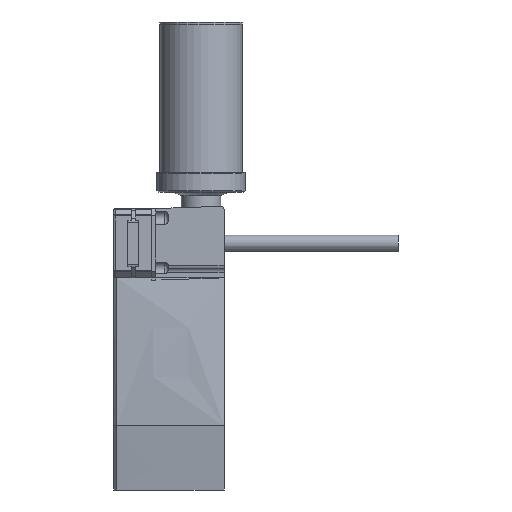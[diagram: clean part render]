
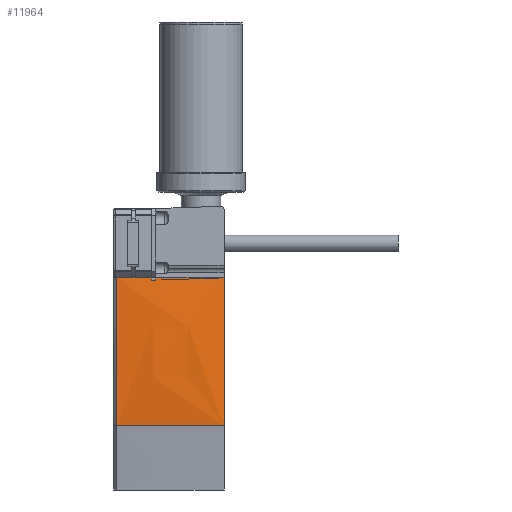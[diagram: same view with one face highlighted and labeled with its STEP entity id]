
A CAD part, front view. The second image highlights one B-rep face of the part: STEP entity #11964.
In plain terms, the highlighted free-form (B-spline) face has degree [3, 3] with [4, 4] control points.
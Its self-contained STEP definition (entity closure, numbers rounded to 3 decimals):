
#63=B_SPLINE_SURFACE_WITH_KNOTS('',3,3,((#24752,#24753,#24754,#24755),(#24756,
#24757,#24758,#24759),(#24760,#24761,#24762,#24763),(#24764,#24765,#24766,
#24767)),.UNSPECIFIED.,.F.,.F.,.F.,(4,4),(4,4),(0.029,1.),(0.021,
1.),.UNSPECIFIED.);
#489=B_SPLINE_CURVE_WITH_KNOTS('',3,(#24748,#24749,#24750,#24751),
 .UNSPECIFIED.,.F.,.F.,(4,4),(0.021,1.),
 .UNSPECIFIED.);
#490=B_SPLINE_CURVE_WITH_KNOTS('',3,(#24769,#24770,#24771,#24772),
 .UNSPECIFIED.,.F.,.F.,(4,4),(0.015,6.662),
 .UNSPECIFIED.);
#491=B_SPLINE_CURVE_WITH_KNOTS('',3,(#24774,#24775,#24776,#24777),
 .UNSPECIFIED.,.F.,.F.,(4,4),(-0.283,-0.275),
 .UNSPECIFIED.);
#1643=FACE_OUTER_BOUND('',#2466,.T.);
#2466=EDGE_LOOP('',(#10632,#10633,#10634,#10635,#10636));
#3825=LINE('',#24465,#4656);
#3843=LINE('',#24778,#4674);
#4656=VECTOR('',#16607,10.);
#4674=VECTOR('',#16635,94.594);
#5714=VERTEX_POINT('',#24456);
#5715=VERTEX_POINT('',#24464);
#5752=VERTEX_POINT('',#24743);
#5753=VERTEX_POINT('',#24768);
#5754=VERTEX_POINT('',#24773);
#7353=EDGE_CURVE('',#5714,#5715,#3825,.T.);
#7400=EDGE_CURVE('',#5752,#5714,#489,.T.);
#7401=EDGE_CURVE('',#5753,#5752,#490,.T.);
#7402=EDGE_CURVE('',#5754,#5753,#491,.T.);
#7403=EDGE_CURVE('',#5754,#5715,#3843,.T.);
#10632=ORIENTED_EDGE('',*,*,#7400,.F.);
#10633=ORIENTED_EDGE('',*,*,#7401,.F.);
#10634=ORIENTED_EDGE('',*,*,#7402,.F.);
#10635=ORIENTED_EDGE('',*,*,#7403,.T.);
#10636=ORIENTED_EDGE('',*,*,#7353,.F.);
#11964=ADVANCED_FACE('',(#1643),#63,.T.);
#16607=DIRECTION('',(1.,0.,0.));
#16635=DIRECTION('',(0.,0.233,0.973));
#24456=CARTESIAN_POINT('',(-26.2,-13.,-21.));
#24464=CARTESIAN_POINT('',(39.,-13.,-21.));
#24465=CARTESIAN_POINT('',(39.,-13.,-21.));
#24743=CARTESIAN_POINT('',(-26.238,-21.507,-111.009));
#24748=CARTESIAN_POINT('Ctrl Pts',(-26.238,-21.507,
-111.009));
#24749=CARTESIAN_POINT('Ctrl Pts',(-26.214,-18.676,-81.005));
#24750=CARTESIAN_POINT('Ctrl Pts',(-26.2,-15.838,-51.003));
#24751=CARTESIAN_POINT('Ctrl Pts',(-26.2,-13.,
-21.));
#24752=CARTESIAN_POINT('Ctrl Pts',(-26.238,-21.511,
-111.053));
#24753=CARTESIAN_POINT('Ctrl Pts',(-26.238,-18.674,
-81.035));
#24754=CARTESIAN_POINT('Ctrl Pts',(-26.238,-15.837,
-51.018));
#24755=CARTESIAN_POINT('Ctrl Pts',(-26.238,-13.,-21.));
#24756=CARTESIAN_POINT('Ctrl Pts',(-4.492,-25.852,
-111.053));
#24757=CARTESIAN_POINT('Ctrl Pts',(-4.492,-21.568,
-81.035));
#24758=CARTESIAN_POINT('Ctrl Pts',(-4.492,-17.284,
-51.018));
#24759=CARTESIAN_POINT('Ctrl Pts',(-4.492,-13.,-21.));
#24760=CARTESIAN_POINT('Ctrl Pts',(17.254,-30.193,-111.053));
#24761=CARTESIAN_POINT('Ctrl Pts',(17.254,-24.462,-81.035));
#24762=CARTESIAN_POINT('Ctrl Pts',(17.254,-18.731,-51.018));
#24763=CARTESIAN_POINT('Ctrl Pts',(17.254,-13.,-21.));
#24764=CARTESIAN_POINT('Ctrl Pts',(39.,-34.534,-111.053));
#24765=CARTESIAN_POINT('Ctrl Pts',(39.,-27.356,-81.035));
#24766=CARTESIAN_POINT('Ctrl Pts',(39.,-20.178,-51.018));
#24767=CARTESIAN_POINT('Ctrl Pts',(39.,-13.,-21.));
#24768=CARTESIAN_POINT('',(38.947,-34.524,-111.053));
#24769=CARTESIAN_POINT('Ctrl Pts',(38.947,-34.524,-111.053));
#24770=CARTESIAN_POINT('Ctrl Pts',(17.219,-30.182,-111.032));
#24771=CARTESIAN_POINT('Ctrl Pts',(-4.509,-25.844,-111.017));
#24772=CARTESIAN_POINT('Ctrl Pts',(-26.238,-21.507,
-111.009));
#24773=CARTESIAN_POINT('',(39.,-34.522,-111.));
#24774=CARTESIAN_POINT('Ctrl Pts',(39.,-34.522,-111.));
#24775=CARTESIAN_POINT('Ctrl Pts',(38.982,-34.522,-111.018));
#24776=CARTESIAN_POINT('Ctrl Pts',(38.965,-34.523,-111.035));
#24777=CARTESIAN_POINT('Ctrl Pts',(38.947,-34.524,-111.053));
#24778=CARTESIAN_POINT('',(39.,-35.,-113.));
